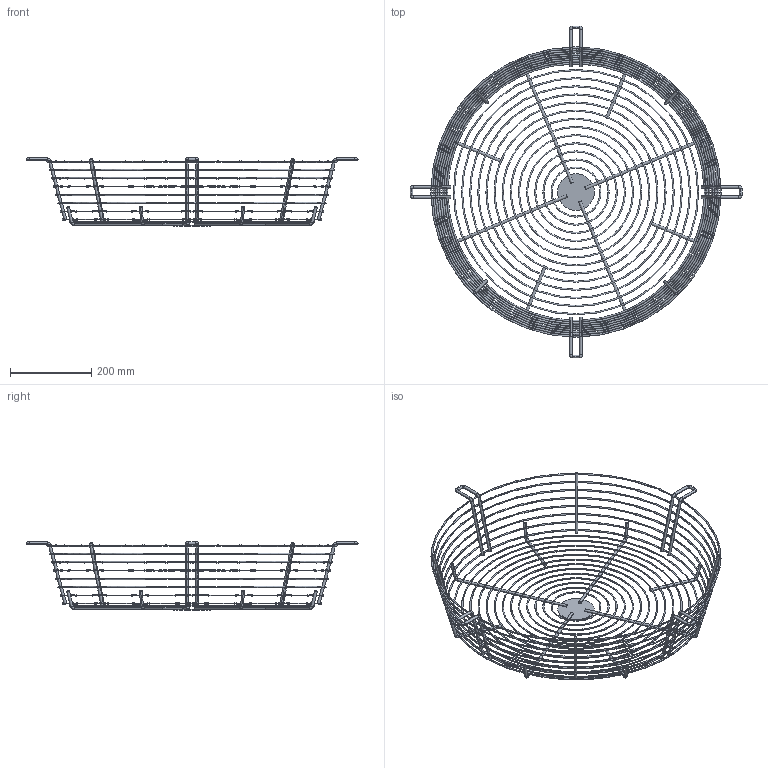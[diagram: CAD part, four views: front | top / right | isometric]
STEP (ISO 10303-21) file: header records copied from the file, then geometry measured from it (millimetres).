
FILE_DESCRIPTION (( 'STEP AP203' ), '1' );
FILE_NAME ('5RE1588_CCrc 71.STEP', '2022-02-18T10:54:09', ( '' ), ( '' ), 'SwSTEP 2.0', 'SolidWorks 2018', '' );
FILE_SCHEMA (( 'CONFIG_CONTROL_DESIGN' ));
Length unit declared in the file: millimetre
Products named in the file (1): 5RE1588_CCrc 71
Bounding box: 815.6 x 815.6 x 167.25 mm (x, y, z)
Volume: 452629.2 mm3; surface area: 436952.1 mm2
Topology: 15 solids, 15 shells, 248 faces, 1110 edges, 704 vertices
Faces by surface type: torus 132, cylinder 82, plane 34
Entity records: 15825 total; most frequent: CARTESIAN_POINT 6793, ORIENTED_EDGE 2220, DIRECTION 1764, EDGE_CURVE 1110, AXIS2_PLACEMENT_3D 805, VERTEX_POINT 704, CIRCLE 556, B_SPLINE_CURVE_WITH_KNOTS 400
